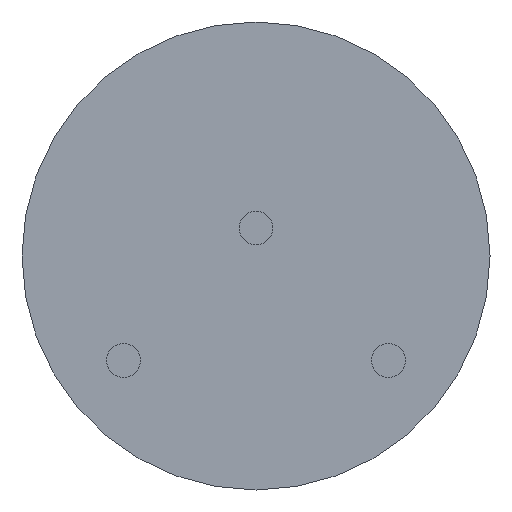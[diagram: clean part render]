
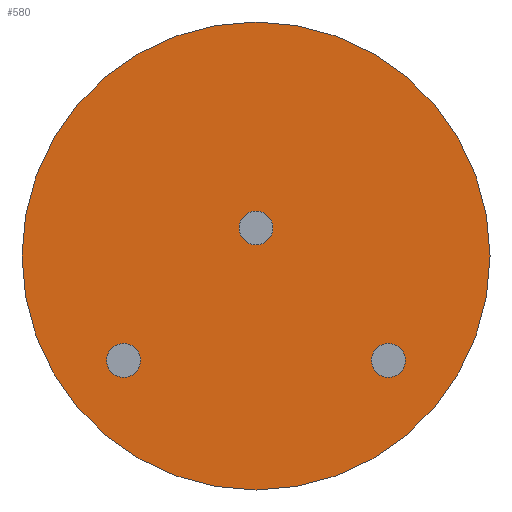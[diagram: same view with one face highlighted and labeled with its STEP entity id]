
A CAD part, front view. The second image highlights one B-rep face of the part: STEP entity #580.
In plain terms, the highlighted planar face has unit normal (0, -1, 0).
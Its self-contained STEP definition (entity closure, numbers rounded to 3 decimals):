
#48 = DIRECTION ( 'NONE',  ( 0., 0., -1. ) ) ;
#103 = CARTESIAN_POINT ( 'NONE',  ( 0., 0., -3.175 ) ) ;
#105 = CIRCLE ( 'NONE', #800, 3.175 ) ;
#138 = ORIENTED_EDGE ( 'NONE', *, *, #235, .F. ) ;
#143 = DIRECTION ( 'NONE',  ( 0., 1., 0. ) ) ;
#235 = EDGE_CURVE ( 'NONE', #1064, #1449, #105, .T. ) ;
#411 = DIRECTION ( 'NONE',  ( 0., 1., 0. ) ) ;
#420 = CARTESIAN_POINT ( 'NONE',  ( 0., 0., 0. ) ) ;
#580 = ADVANCED_FACE ( 'NONE', ( #906 ), #666, .F. ) ;
#611 = DIRECTION ( 'NONE',  ( 0., 0., -1. ) ) ;
#666 = PLANE ( 'NONE',  #1194 ) ;
#681 = DIRECTION ( 'NONE',  ( 0., 1., 0. ) ) ;
#684 = CIRCLE ( 'NONE', #1234, 3.175 ) ;
#706 = CARTESIAN_POINT ( 'NONE',  ( 0., 0., 3.175 ) ) ;
#800 = AXIS2_PLACEMENT_3D ( 'NONE', #1201, #143, #48 ) ;
#805 = DIRECTION ( 'NONE',  ( 0., 0., 1. ) ) ;
#906 = FACE_OUTER_BOUND ( 'NONE', #1168, .T. ) ;
#1064 = VERTEX_POINT ( 'NONE', #103 ) ;
#1135 = ORIENTED_EDGE ( 'NONE', *, *, #1204, .F. ) ;
#1168 = EDGE_LOOP ( 'NONE', ( #138, #1135 ) ) ;
#1194 = AXIS2_PLACEMENT_3D ( 'NONE', #420, #411, #805 ) ;
#1201 = CARTESIAN_POINT ( 'NONE',  ( 0., 0., 0. ) ) ;
#1204 = EDGE_CURVE ( 'NONE', #1449, #1064, #684, .T. ) ;
#1219 = CARTESIAN_POINT ( 'NONE',  ( 0., 0., 0. ) ) ;
#1234 = AXIS2_PLACEMENT_3D ( 'NONE', #1219, #681, #611 ) ;
#1449 = VERTEX_POINT ( 'NONE', #706 ) ;
